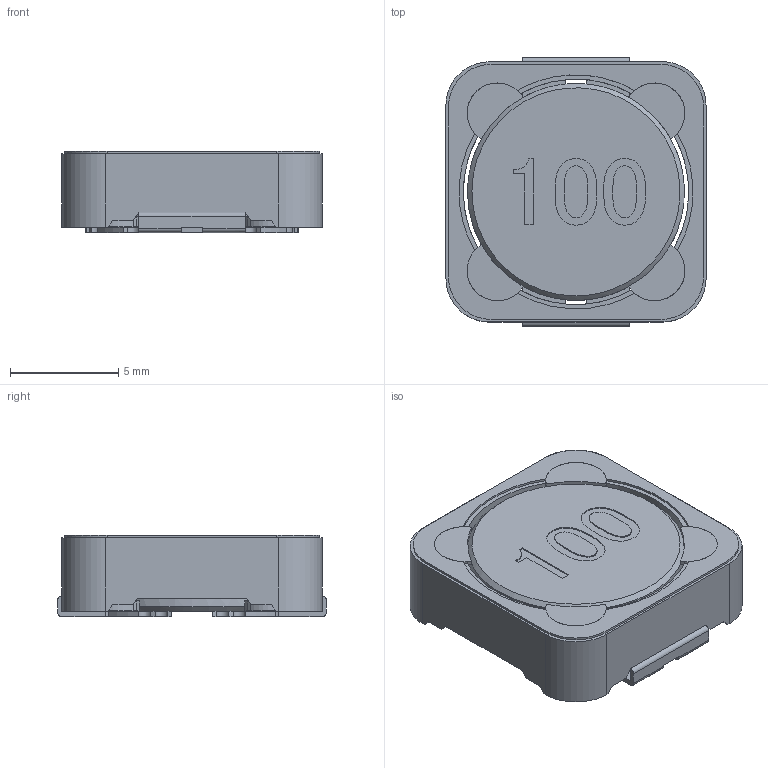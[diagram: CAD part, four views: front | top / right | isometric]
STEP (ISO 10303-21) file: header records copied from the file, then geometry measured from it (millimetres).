
FILE_DESCRIPTION( ('This file contains a STEP AP42 implementation' ,'as created by ZW3D STEP Interface translator.') ,'2;1' );
FILE_NAME( 'CS1240-L(100).stp' ,'14 925.101547', (''), ('ZWCAD Software Co.'), 'Version 1.0', 'ZW3D to STEP translator', '' );
FILE_SCHEMA( ('CONFIG_CONTROL_DESIGN') );
Length unit declared in the file: millimetre
Products named in the file (1): 0
Bounding box: 12 x 12.4 x 3.75 mm (x, y, z)
Volume: 318.3 mm3; surface area: 939.9 mm2
Topology: 12 solids, 12 shells, 259 faces, 687 edges, 456 vertices
Faces by surface type: bspline 259
Entity records: 7761 total; most frequent: CARTESIAN_POINT 3779, ORIENTED_EDGE 1374, EDGE_CURVE 687, B_SPLINE_CURVE_WITH_KNOTS 457, VERTEX_POINT 456, EDGE_LOOP 269, FACE_OUTER_BOUND 259, ADVANCED_FACE 259
